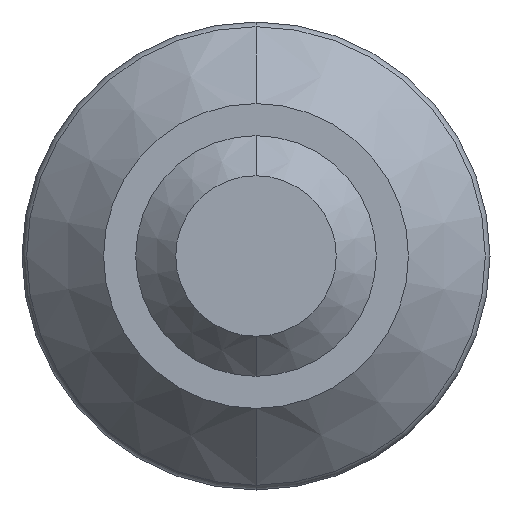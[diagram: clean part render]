
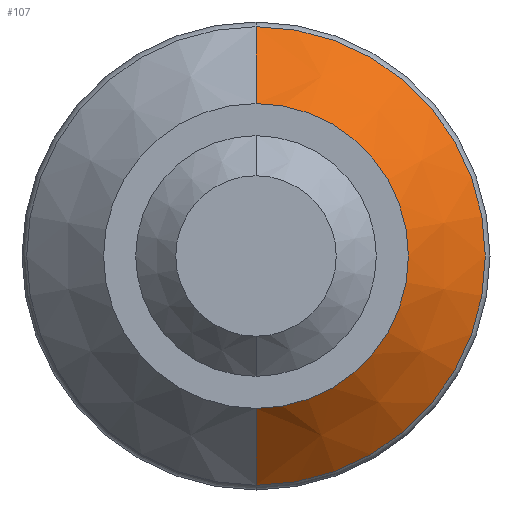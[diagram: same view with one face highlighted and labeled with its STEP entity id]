
A CAD part, front view. The second image highlights one B-rep face of the part: STEP entity #107.
In plain terms, the highlighted conical face has half-angle 45 degrees and reference radius 3.2 mm.
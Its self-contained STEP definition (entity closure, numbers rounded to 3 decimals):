
#20 = CARTESIAN_POINT ( 'NONE',  ( 0., -1.3, 1.9 ) ) ;
#30 = VERTEX_POINT ( 'NONE', #20 ) ;
#35 = AXIS2_PLACEMENT_3D ( 'NONE', #205, #509, #469 ) ;
#52 = DIRECTION ( 'NONE',  ( 0., -1., 0. ) ) ;
#70 = CARTESIAN_POINT ( 'NONE',  ( 0., 0., -3.2 ) ) ;
#79 = EDGE_CURVE ( 'NONE', #30, #245, #248, .T. ) ;
#102 = ORIENTED_EDGE ( 'NONE', *, *, #79, .T. ) ;
#106 = LINE ( 'NONE', #529, #136 ) ;
#107 = ADVANCED_FACE ( 'NONE', ( #514 ), #480, .T. ) ;
#114 = DIRECTION ( 'NONE',  ( 0., 0., -1. ) ) ;
#121 = ORIENTED_EDGE ( 'NONE', *, *, #516, .T. ) ;
#128 = DIRECTION ( 'NONE',  ( 0., 0., 1. ) ) ;
#133 = EDGE_LOOP ( 'NONE', ( #102, #121, #558, #206 ) ) ;
#136 = VECTOR ( 'NONE', #313, 1000. ) ;
#201 = CARTESIAN_POINT ( 'NONE',  ( 0., -1.3, 0. ) ) ;
#205 = CARTESIAN_POINT ( 'NONE',  ( 0., 0., 0. ) ) ;
#206 = ORIENTED_EDGE ( 'NONE', *, *, #533, .F. ) ;
#236 = VERTEX_POINT ( 'NONE', #327 ) ;
#245 = VERTEX_POINT ( 'NONE', #274 ) ;
#248 = CIRCLE ( 'NONE', #360, 1.9 ) ;
#274 = CARTESIAN_POINT ( 'NONE',  ( 0., -1.3, -1.9 ) ) ;
#309 = CARTESIAN_POINT ( 'NONE',  ( 0., -0.341, 0. ) ) ;
#313 = DIRECTION ( 'NONE',  ( 0., 0.707, 0.707 ) ) ;
#327 = CARTESIAN_POINT ( 'NONE',  ( 0., -0.341, -2.859 ) ) ;
#360 = AXIS2_PLACEMENT_3D ( 'NONE', #201, #503, #128 ) ;
#405 = DIRECTION ( 'NONE',  ( 0., 0.707, -0.707 ) ) ;
#440 = LINE ( 'NONE', #70, #556 ) ;
#469 = DIRECTION ( 'NONE',  ( 0., 0., 1. ) ) ;
#480 = CONICAL_SURFACE ( 'NONE', #35, 3.2, 0.785 ) ;
#486 = AXIS2_PLACEMENT_3D ( 'NONE', #309, #52, #114 ) ;
#501 = CIRCLE ( 'NONE', #486, 2.859 ) ;
#503 = DIRECTION ( 'NONE',  ( 0., 1., 0. ) ) ;
#509 = DIRECTION ( 'NONE',  ( 0., 1., 0. ) ) ;
#514 = FACE_OUTER_BOUND ( 'NONE', #133, .T. ) ;
#516 = EDGE_CURVE ( 'NONE', #245, #236, #440, .T. ) ;
#520 = VERTEX_POINT ( 'NONE', #538 ) ;
#529 = CARTESIAN_POINT ( 'NONE',  ( 0., 0., 3.2 ) ) ;
#533 = EDGE_CURVE ( 'NONE', #30, #520, #106, .T. ) ;
#538 = CARTESIAN_POINT ( 'NONE',  ( 0., -0.341, 2.859 ) ) ;
#541 = EDGE_CURVE ( 'NONE', #236, #520, #501, .T. ) ;
#556 = VECTOR ( 'NONE', #405, 1000. ) ;
#558 = ORIENTED_EDGE ( 'NONE', *, *, #541, .T. ) ;
